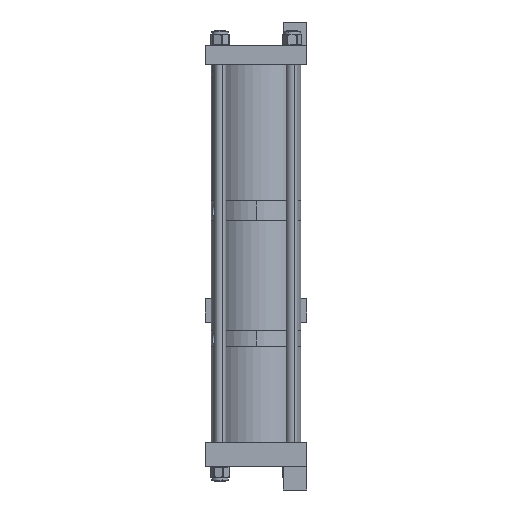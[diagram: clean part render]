
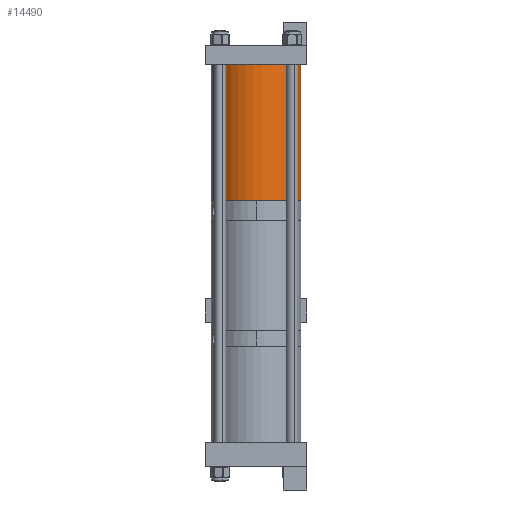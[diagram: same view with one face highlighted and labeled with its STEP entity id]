
A CAD part, left-side view. The second image highlights one B-rep face of the part: STEP entity #14490.
In plain terms, the highlighted cylindrical face has radius 73.025 mm (diameter 146.05 mm), a partial arc.
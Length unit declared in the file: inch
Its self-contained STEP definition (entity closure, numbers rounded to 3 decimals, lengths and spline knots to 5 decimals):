
#1 = EDGE_CURVE ( 'NONE', #420, #7240, #9840, .T. ) ;
#87 = EDGE_LOOP ( 'NONE', ( #9178, #8498, #8008, #2180 ) ) ;
#420 = VERTEX_POINT ( 'NONE', #2516 ) ;
#458 = EDGE_CURVE ( 'NONE', #8499, #420, #10561, .T. ) ;
#840 = AXIS2_PLACEMENT_3D ( 'NONE', #15250, #14079, #9096 ) ;
#1808 = CIRCLE ( 'NONE', #840, 2.875 ) ;
#2113 = EDGE_CURVE ( 'NONE', #4988, #7240, #1808, .T. ) ;
#2180 = ORIENTED_EDGE ( 'NONE', *, *, #2113, .T. ) ;
#2271 = DIRECTION ( 'NONE',  ( -1., 0., 0. ) ) ;
#2516 = CARTESIAN_POINT ( 'NONE',  ( 2.875, 0., 8.708 ) ) ;
#2796 = CARTESIAN_POINT ( 'NONE',  ( 2.875, 0., 8.708 ) ) ;
#3682 = DIRECTION ( 'NONE',  ( 0., 0., 1. ) ) ;
#3803 = DIRECTION ( 'NONE',  ( 1., 0., 0. ) ) ;
#4988 = VERTEX_POINT ( 'NONE', #5383 ) ;
#5119 = CARTESIAN_POINT ( 'NONE',  ( -2.875, 0., 8.708 ) ) ;
#5131 = CARTESIAN_POINT ( 'NONE',  ( -2.875, 0., 8.708 ) ) ;
#5383 = CARTESIAN_POINT ( 'NONE',  ( -2.875, 0., 0. ) ) ;
#5706 = CARTESIAN_POINT ( 'NONE',  ( 2.875, 0., 0. ) ) ;
#5793 = LINE ( 'NONE', #5131, #13187 ) ;
#7240 = VERTEX_POINT ( 'NONE', #5706 ) ;
#8008 = ORIENTED_EDGE ( 'NONE', *, *, #15373, .T. ) ;
#8498 = ORIENTED_EDGE ( 'NONE', *, *, #458, .F. ) ;
#8499 = VERTEX_POINT ( 'NONE', #5119 ) ;
#8636 = CYLINDRICAL_SURFACE ( 'NONE', #14028, 2.875 ) ;
#8673 = DIRECTION ( 'NONE',  ( 0., 0., -1. ) ) ;
#9096 = DIRECTION ( 'NONE',  ( 1., 0., 0. ) ) ;
#9178 = ORIENTED_EDGE ( 'NONE', *, *, #1, .F. ) ;
#9840 = LINE ( 'NONE', #2796, #14967 ) ;
#10561 = CIRCLE ( 'NONE', #15647, 2.875 ) ;
#11028 = CARTESIAN_POINT ( 'NONE',  ( 0., 0., 8.708 ) ) ;
#12063 = FACE_OUTER_BOUND ( 'NONE', #87, .T. ) ;
#13145 = DIRECTION ( 'NONE',  ( 0., 0., -1. ) ) ;
#13187 = VECTOR ( 'NONE', #14979, 39.37008 ) ;
#13243 = CARTESIAN_POINT ( 'NONE',  ( 0., 0., 8.708 ) ) ;
#14028 = AXIS2_PLACEMENT_3D ( 'NONE', #13243, #13145, #2271 ) ;
#14079 = DIRECTION ( 'NONE',  ( 0., 0., 1. ) ) ;
#14490 = ADVANCED_FACE ( 'NONE', ( #12063 ), #8636, .T. ) ;
#14967 = VECTOR ( 'NONE', #8673, 39.37008 ) ;
#14979 = DIRECTION ( 'NONE',  ( 0., 0., -1. ) ) ;
#15250 = CARTESIAN_POINT ( 'NONE',  ( 0., 0., 0. ) ) ;
#15373 = EDGE_CURVE ( 'NONE', #8499, #4988, #5793, .T. ) ;
#15647 = AXIS2_PLACEMENT_3D ( 'NONE', #11028, #3682, #3803 ) ;
